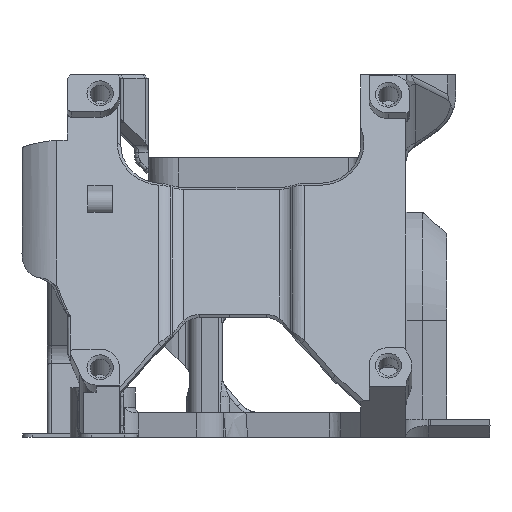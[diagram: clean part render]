
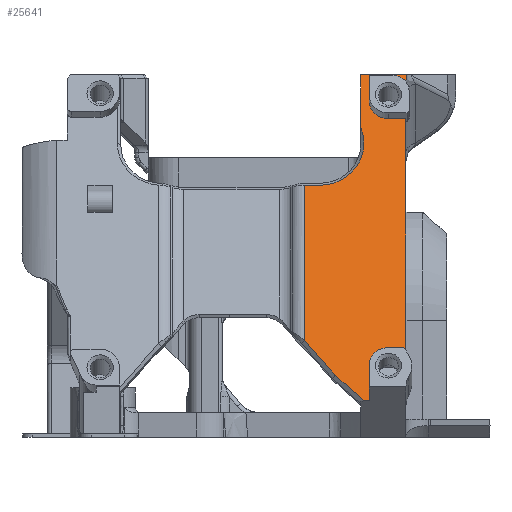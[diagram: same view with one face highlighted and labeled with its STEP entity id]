
A CAD part, left-side view. The second image highlights one B-rep face of the part: STEP entity #25641.
In plain terms, the highlighted planar face has unit normal (-0.94, 0, 0.342).
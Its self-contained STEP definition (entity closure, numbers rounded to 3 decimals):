
#1506=CIRCLE('',#27327,0.5);
#1509=CIRCLE('',#27332,2.35);
#1510=CIRCLE('',#27334,2.);
#1511=CIRCLE('',#27338,2.35);
#1523=CIRCLE('',#27374,2.536);
#1666=CIRCLE('',#27718,5.4);
#2968=B_SPLINE_CURVE_WITH_KNOTS('',3,(#47637,#47638,#47639,#47640),
 .UNSPECIFIED.,.F.,.F.,(4,4),(0.,0.001),
 .UNSPECIFIED.);
#7446=ORIENTED_EDGE('',*,*,#13492,.F.);
#7447=ORIENTED_EDGE('',*,*,#13493,.T.);
#7448=ORIENTED_EDGE('',*,*,#13494,.F.);
#7449=ORIENTED_EDGE('',*,*,#12868,.T.);
#7450=ORIENTED_EDGE('',*,*,#12858,.T.);
#7451=ORIENTED_EDGE('',*,*,#12853,.F.);
#7452=ORIENTED_EDGE('',*,*,#12849,.T.);
#7453=ORIENTED_EDGE('',*,*,#12909,.F.);
#7454=ORIENTED_EDGE('',*,*,#11200,.F.);
#7455=ORIENTED_EDGE('',*,*,#12867,.F.);
#7456=ORIENTED_EDGE('',*,*,#12865,.T.);
#7457=ORIENTED_EDGE('',*,*,#12863,.T.);
#7458=ORIENTED_EDGE('',*,*,#12862,.T.);
#7459=ORIENTED_EDGE('',*,*,#12859,.T.);
#7460=ORIENTED_EDGE('',*,*,#11195,.T.);
#7461=ORIENTED_EDGE('',*,*,#13495,.T.);
#7462=ORIENTED_EDGE('',*,*,#13473,.F.);
#7463=ORIENTED_EDGE('',*,*,#13496,.T.);
#7464=ORIENTED_EDGE('',*,*,#13478,.T.);
#7465=ORIENTED_EDGE('',*,*,#13497,.F.);
#7466=ORIENTED_EDGE('',*,*,#12987,.F.);
#11195=EDGE_CURVE('',#15142,#15141,#17613,.T.);
#11200=EDGE_CURVE('',#15146,#15147,#17617,.T.);
#12849=EDGE_CURVE('',#16260,#16261,#1506,.T.);
#12853=EDGE_CURVE('',#16260,#16264,#18212,.T.);
#12858=EDGE_CURVE('',#16266,#16264,#1509,.T.);
#12859=EDGE_CURVE('',#16268,#15142,#1510,.T.);
#12862=EDGE_CURVE('',#16269,#16268,#18218,.T.);
#12863=EDGE_CURVE('',#16270,#16269,#18219,.T.);
#12865=EDGE_CURVE('',#16271,#16270,#1511,.T.);
#12867=EDGE_CURVE('',#16271,#15146,#18222,.T.);
#12868=EDGE_CURVE('',#16272,#16266,#18223,.T.);
#12909=EDGE_CURVE('',#15147,#16261,#1523,.T.);
#12987=EDGE_CURVE('',#16259,#16336,#18285,.T.);
#13473=EDGE_CURVE('',#16621,#16622,#18486,.T.);
#13478=EDGE_CURVE('',#16627,#16626,#1666,.T.);
#13492=EDGE_CURVE('',#16637,#16259,#18500,.T.);
#13493=EDGE_CURVE('',#16637,#16638,#18501,.T.);
#13494=EDGE_CURVE('',#16272,#16638,#18502,.T.);
#13495=EDGE_CURVE('',#15141,#16622,#2968,.T.);
#13496=EDGE_CURVE('',#16621,#16627,#18503,.T.);
#13497=EDGE_CURVE('',#16336,#16626,#18504,.T.);
#15141=VERTEX_POINT('',#35441);
#15142=VERTEX_POINT('',#35443);
#15146=VERTEX_POINT('',#35456);
#15147=VERTEX_POINT('',#35458);
#16259=VERTEX_POINT('',#44701);
#16260=VERTEX_POINT('',#44719);
#16261=VERTEX_POINT('',#44720);
#16264=VERTEX_POINT('',#44728);
#16266=VERTEX_POINT('',#44734);
#16268=VERTEX_POINT('',#44740);
#16269=VERTEX_POINT('',#44744);
#16270=VERTEX_POINT('',#44748);
#16271=VERTEX_POINT('',#44752);
#16272=VERTEX_POINT('',#44758);
#16336=VERTEX_POINT('',#45066);
#16621=VERTEX_POINT('',#47586);
#16622=VERTEX_POINT('',#47588);
#16626=VERTEX_POINT('',#47600);
#16627=VERTEX_POINT('',#47602);
#16637=VERTEX_POINT('',#47631);
#16638=VERTEX_POINT('',#47635);
#17613=LINE('',#35442,#19307);
#17617=LINE('',#35457,#19311);
#18212=LINE('',#44727,#19906);
#18218=LINE('',#44745,#19912);
#18219=LINE('',#44747,#19913);
#18222=LINE('',#44755,#19916);
#18223=LINE('',#44757,#19917);
#18285=LINE('',#45065,#19979);
#18486=LINE('',#47587,#20180);
#18500=LINE('',#47632,#20194);
#18501=LINE('',#47634,#20195);
#18502=LINE('',#47636,#20196);
#18503=LINE('',#47641,#20197);
#18504=LINE('',#47642,#20198);
#19307=VECTOR('',#28808,1000.);
#19311=VECTOR('',#28812,1000.);
#19906=VECTOR('',#31401,1000.);
#19912=VECTOR('',#31419,1000.);
#19913=VECTOR('',#31422,1000.);
#19916=VECTOR('',#31431,1000.);
#19917=VECTOR('',#31434,1000.);
#19979=VECTOR('',#31696,1000.);
#20180=VECTOR('',#32447,1000.);
#20194=VECTOR('',#32475,1000.);
#20195=VECTOR('',#32478,1000.);
#20196=VECTOR('',#32479,1000.);
#20197=VECTOR('',#32480,1000.);
#20198=VECTOR('',#32481,1000.);
#21941=EDGE_LOOP('',(#7446,#7447,#7448,#7449,#7450,#7451,#7452,#7453,#7454,
#7455,#7456,#7457,#7458,#7459,#7460,#7461,#7462,#7463,#7464,#7465,#7466));
#23577=FACE_BOUND('',#21941,.T.);
#24519=PLANE('',#27723);
#25641=ADVANCED_FACE('',(#23577),#24519,.T.);
#27327=AXIS2_PLACEMENT_3D('',#44718,#31393,#31394);
#27332=AXIS2_PLACEMENT_3D('',#44737,#31409,#31410);
#27334=AXIS2_PLACEMENT_3D('',#44739,#31413,#31414);
#27338=AXIS2_PLACEMENT_3D('',#44751,#31426,#31427);
#27374=AXIS2_PLACEMENT_3D('',#44843,#31524,#31525);
#27718=AXIS2_PLACEMENT_3D('',#47601,#32454,#32455);
#27723=AXIS2_PLACEMENT_3D('',#47633,#32476,#32477);
#28808=DIRECTION('',(0.342,0.,0.94));
#28812=DIRECTION('',(-0.342,0.,-0.94));
#31393=DIRECTION('',(0.94,0.,-0.342));
#31394=DIRECTION('',(0.342,0.,0.94));
#31401=DIRECTION('',(0.,1.,0.));
#31409=DIRECTION('',(0.94,0.,-0.342));
#31410=DIRECTION('',(0.342,0.,0.94));
#31413=DIRECTION('',(0.94,0.,-0.342));
#31414=DIRECTION('',(0.342,0.,0.94));
#31419=DIRECTION('',(0.,-1.,0.));
#31422=DIRECTION('',(0.342,0.,0.94));
#31426=DIRECTION('',(0.94,0.,-0.342));
#31427=DIRECTION('',(0.342,0.,0.94));
#31431=DIRECTION('',(0.,-1.,0.));
#31434=DIRECTION('',(0.342,0.,0.94));
#31524=DIRECTION('',(0.94,0.,-0.342));
#31525=DIRECTION('',(0.342,0.,0.94));
#31696=DIRECTION('',(0.342,0.,0.94));
#32447=DIRECTION('',(0.,-1.,0.));
#32454=DIRECTION('',(0.94,0.,-0.342));
#32455=DIRECTION('',(0.342,0.,0.94));
#32475=DIRECTION('',(0.262,0.643,0.72));
#32476=DIRECTION('',(-0.94,0.,0.342));
#32477=DIRECTION('',(-0.342,0.,-0.94));
#32478=DIRECTION('',(-0.236,-0.725,-0.648));
#32479=DIRECTION('',(0.,1.,0.));
#32480=DIRECTION('',(-0.342,0.,-0.94));
#32481=DIRECTION('',(0.,-1.,0.));
#35441=CARTESIAN_POINT('',(-130.221,6.5,43.264));
#35442=CARTESIAN_POINT('',(-143.233,6.5,7.513));
#35443=CARTESIAN_POINT('',(-130.522,6.5,42.438));
#35456=CARTESIAN_POINT('',(-131.895,6.5,38.664));
#35457=CARTESIAN_POINT('',(-136.618,6.5,25.688));
#35458=CARTESIAN_POINT('',(-142.392,6.5,9.826));
#44701=CARTESIAN_POINT('',(-141.708,18.828,11.704));
#44718=CARTESIAN_POINT('',(-142.43,7.,9.722));
#44719=CARTESIAN_POINT('',(-142.259,7.,10.192));
#44720=CARTESIAN_POINT('',(-142.361,6.543,9.912));
#44727=CARTESIAN_POINT('',(-142.259,6.125,10.192));
#44728=CARTESIAN_POINT('',(-142.259,8.625,10.192));
#44734=CARTESIAN_POINT('',(-143.062,10.975,7.983));
#44737=CARTESIAN_POINT('',(-143.062,8.625,7.983));
#44739=CARTESIAN_POINT('',(-130.921,8.125,41.342));
#44740=CARTESIAN_POINT('',(-130.237,8.125,43.222));
#44744=CARTESIAN_POINT('',(-130.237,10.975,43.222));
#44745=CARTESIAN_POINT('',(-130.237,6.125,43.222));
#44747=CARTESIAN_POINT('',(-123.64,10.975,61.346));
#44748=CARTESIAN_POINT('',(-131.092,10.975,40.873));
#44751=CARTESIAN_POINT('',(-131.092,8.625,40.873));
#44752=CARTESIAN_POINT('',(-131.895,8.625,38.664));
#44755=CARTESIAN_POINT('',(-131.895,6.125,38.664));
#44757=CARTESIAN_POINT('',(-123.64,10.975,61.346));
#44758=CARTESIAN_POINT('',(-144.33,10.975,4.501));
#44843=CARTESIAN_POINT('',(-142.01,4.223,10.875));
#45065=CARTESIAN_POINT('',(-143.25,18.828,7.468));
#45066=CARTESIAN_POINT('',(-134.836,18.828,30.585));
#47586=CARTESIAN_POINT('',(-129.953,12.,44.));
#47587=CARTESIAN_POINT('',(-129.953,4.696,44.));
#47588=CARTESIAN_POINT('',(-129.953,6.466,44.));
#47600=CARTESIAN_POINT('',(-134.836,17.,30.585));
#47601=CARTESIAN_POINT('',(-132.989,17.,35.659));
#47602=CARTESIAN_POINT('',(-132.292,12.,37.576));
#47631=CARTESIAN_POINT('',(-143.22,15.12,7.552));
#47632=CARTESIAN_POINT('',(-140.731,21.225,14.388));
#47633=CARTESIAN_POINT('',(-143.233,43.625,7.513));
#47634=CARTESIAN_POINT('',(-138.358,30.068,20.909));
#47635=CARTESIAN_POINT('',(-144.33,11.706,4.501));
#47636=CARTESIAN_POINT('',(-144.33,43.625,4.501));
#47637=CARTESIAN_POINT('',(-130.221,6.5,43.264));
#47638=CARTESIAN_POINT('',(-130.132,6.5,43.51));
#47639=CARTESIAN_POINT('',(-130.043,6.482,43.755));
#47640=CARTESIAN_POINT('',(-129.953,6.466,44.));
#47641=CARTESIAN_POINT('',(-143.233,12.,7.513));
#47642=CARTESIAN_POINT('',(-134.836,27.711,30.585));
